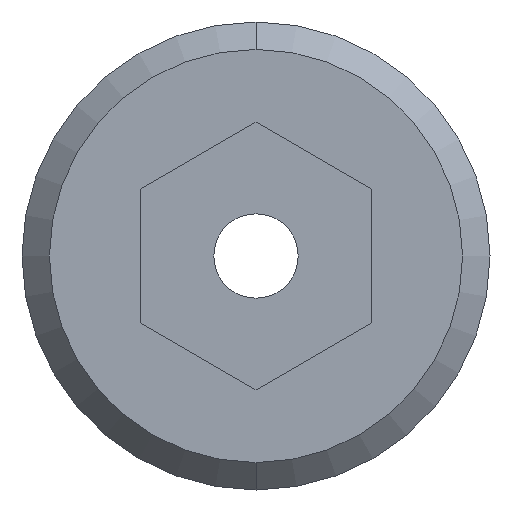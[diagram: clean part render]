
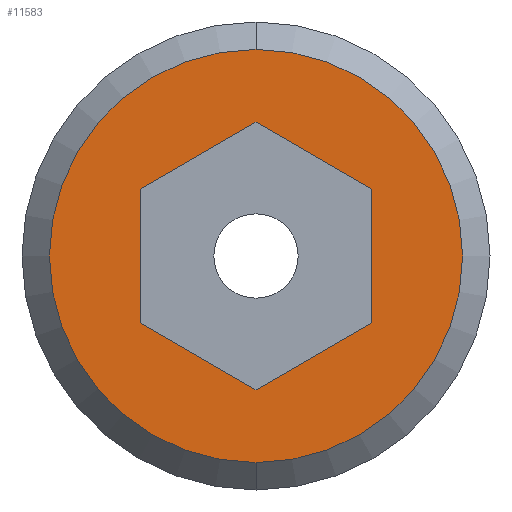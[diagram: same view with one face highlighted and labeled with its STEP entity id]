
A CAD part, left-side view. The second image highlights one B-rep face of the part: STEP entity #11583.
In plain terms, the highlighted planar face has unit normal (-1, 0, 0).
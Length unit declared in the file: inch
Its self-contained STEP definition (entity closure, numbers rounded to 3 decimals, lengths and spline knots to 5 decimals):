
#5316=CARTESIAN_POINT('',(-0.136,0.,0.));
#5317=DIRECTION('',(-1.,0.,0.));
#5318=DIRECTION('',(0.,1.,0.));
#5319=AXIS2_PLACEMENT_3D('',#5316,#5317,#5318);
#5334=DIRECTION('',(0.,0.5,0.866));
#5335=VECTOR('',#5334,0.06351);
#5336=CARTESIAN_POINT('',(-0.136,0.03175,-0.055));
#5337=LINE('',#5336,#5335);
#5338=DIRECTION('',(0.,1.,0.));
#5339=VECTOR('',#5338,0.06351);
#5340=CARTESIAN_POINT('',(-0.136,-0.03175,-0.055));
#5341=LINE('',#5340,#5339);
#5342=DIRECTION('',(0.,0.5,-0.866));
#5343=VECTOR('',#5342,0.06351);
#5344=CARTESIAN_POINT('',(-0.136,-0.06351,0.));
#5345=LINE('',#5344,#5343);
#5346=DIRECTION('',(0.,-0.5,-0.866));
#5347=VECTOR('',#5346,0.06351);
#5348=CARTESIAN_POINT('',(-0.136,-0.03175,0.055));
#5349=LINE('',#5348,#5347);
#5350=DIRECTION('',(0.,-1.,0.));
#5351=VECTOR('',#5350,0.06351);
#5352=CARTESIAN_POINT('',(-0.136,0.03175,0.055));
#5353=LINE('',#5352,#5351);
#5354=DIRECTION('',(0.,-0.5,0.866));
#5355=VECTOR('',#5354,0.06351);
#5356=CARTESIAN_POINT('',(-0.136,0.06351,0.));
#5357=LINE('',#5356,#5355);
#5358=CARTESIAN_POINT('',(-0.136,0.,0.));
#5359=DIRECTION('',(1.,0.,0.));
#5360=DIRECTION('',(0.,1.,0.));
#5361=AXIS2_PLACEMENT_3D('',#5358,#5359,#5360);
#5710=CARTESIAN_POINT('',(-0.136,0.098,0.));
#5711=CARTESIAN_POINT('',(-0.136,-0.098,0.));
#5712=VERTEX_POINT('',#5710);
#5713=VERTEX_POINT('',#5711);
#5730=CARTESIAN_POINT('',(-0.136,0.03175,-0.055));
#5731=CARTESIAN_POINT('',(-0.136,0.06351,0.));
#5732=VERTEX_POINT('',#5730);
#5733=VERTEX_POINT('',#5731);
#5734=CARTESIAN_POINT('',(-0.136,-0.03175,-0.055));
#5735=VERTEX_POINT('',#5734);
#5736=CARTESIAN_POINT('',(-0.136,-0.06351,0.));
#5737=VERTEX_POINT('',#5736);
#5738=CARTESIAN_POINT('',(-0.136,-0.03175,0.055));
#5739=VERTEX_POINT('',#5738);
#5740=CARTESIAN_POINT('',(-0.136,0.03175,0.055));
#5741=VERTEX_POINT('',#5740);
#11559=CARTESIAN_POINT('',(-0.136,0.,0.));
#11560=DIRECTION('',(1.,0.,0.));
#11561=DIRECTION('',(0.,-1.,0.));
#11562=AXIS2_PLACEMENT_3D('',#11559,#11560,#11561);
#11563=PLANE('',#11562);
#11564=ORIENTED_EDGE('',*,*,#11549,.F.);
#11566=ORIENTED_EDGE('',*,*,#11565,.T.);
#11567=EDGE_LOOP('',(#11564,#11566));
#11568=FACE_OUTER_BOUND('',#11567,.F.);
#11570=ORIENTED_EDGE('',*,*,#11569,.F.);
#11572=ORIENTED_EDGE('',*,*,#11571,.F.);
#11574=ORIENTED_EDGE('',*,*,#11573,.F.);
#11576=ORIENTED_EDGE('',*,*,#11575,.F.);
#11578=ORIENTED_EDGE('',*,*,#11577,.F.);
#11580=ORIENTED_EDGE('',*,*,#11579,.F.);
#11581=EDGE_LOOP('',(#11570,#11572,#11574,#11576,#11578,#11580));
#11582=FACE_BOUND('',#11581,.F.);
#5320=CIRCLE('',#5319,0.098);
#5362=CIRCLE('',#5361,0.098);
#11549=EDGE_CURVE('',#5712,#5713,#5320,.T.);
#11565=EDGE_CURVE('',#5712,#5713,#5362,.T.);
#11569=EDGE_CURVE('',#5732,#5733,#5337,.T.);
#11571=EDGE_CURVE('',#5735,#5732,#5341,.T.);
#11573=EDGE_CURVE('',#5737,#5735,#5345,.T.);
#11575=EDGE_CURVE('',#5739,#5737,#5349,.T.);
#11577=EDGE_CURVE('',#5741,#5739,#5353,.T.);
#11579=EDGE_CURVE('',#5733,#5741,#5357,.T.);
#11583=ADVANCED_FACE('',(#11568,#11582),#11563,.F.);
